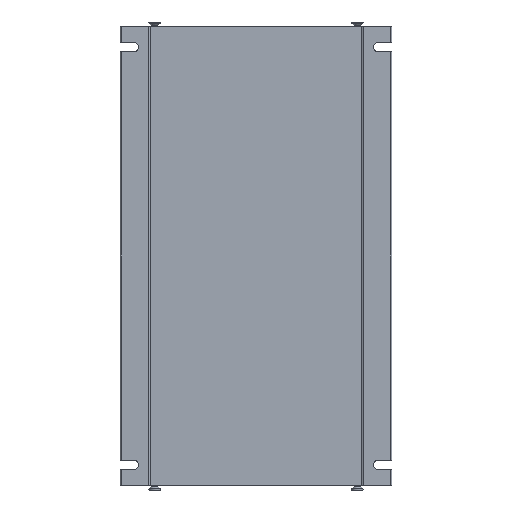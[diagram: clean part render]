
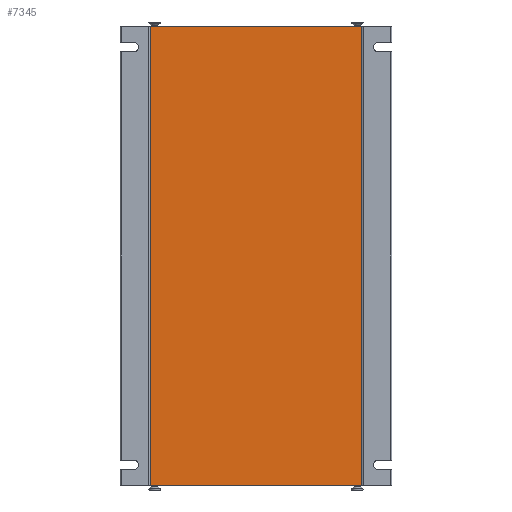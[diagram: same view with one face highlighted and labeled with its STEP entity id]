
A CAD part, front view. The second image highlights one B-rep face of the part: STEP entity #7345.
In plain terms, the highlighted planar face has unit normal (0, -1, 0).
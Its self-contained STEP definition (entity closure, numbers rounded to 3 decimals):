
#699=FACE_OUTER_BOUND('',#1075,.T.);
#1075=EDGE_LOOP('',(#5750,#5751,#5752,#5753));
#1468=LINE('',#10971,#2147);
#1541=LINE('',#11262,#2220);
#1672=LINE('',#11640,#2351);
#1674=LINE('',#11643,#2353);
#2147=VECTOR('',#8787,101.1);
#2220=VECTOR('',#9008,101.1);
#2351=VECTOR('',#9409,220.);
#2353=VECTOR('',#9413,220.);
#3234=VERTEX_POINT('',#10968);
#3235=VERTEX_POINT('',#10970);
#3378=VERTEX_POINT('',#11259);
#3379=VERTEX_POINT('',#11261);
#3996=EDGE_CURVE('',#3234,#3235,#1468,.T.);
#4142=EDGE_CURVE('',#3378,#3379,#1541,.T.);
#4332=EDGE_CURVE('',#3235,#3378,#1672,.T.);
#4334=EDGE_CURVE('',#3379,#3234,#1674,.T.);
#5750=ORIENTED_EDGE('',*,*,#4332,.F.);
#5751=ORIENTED_EDGE('',*,*,#3996,.F.);
#5752=ORIENTED_EDGE('',*,*,#4334,.F.);
#5753=ORIENTED_EDGE('',*,*,#4142,.F.);
#7123=PLANE('',#8024);
#7345=ADVANCED_FACE('',(#699),#7123,.F.);
#8024=AXIS2_PLACEMENT_3D('',#11642,#9411,#9412);
#8787=DIRECTION('',(-1.,0.,0.));
#9008=DIRECTION('',(1.,0.,0.));
#9409=DIRECTION('',(0.,0.,1.));
#9411=DIRECTION('center_axis',(0.,1.,0.));
#9412=DIRECTION('ref_axis',(0.,0.,1.));
#9413=DIRECTION('',(0.,0.,-1.));
#10968=CARTESIAN_POINT('',(50.55,-22.5,-110.));
#10970=CARTESIAN_POINT('',(-50.55,-22.5,-110.));
#10971=CARTESIAN_POINT('',(50.55,-22.5,-110.));
#11259=CARTESIAN_POINT('',(-50.55,-22.5,110.));
#11261=CARTESIAN_POINT('',(50.55,-22.5,110.));
#11262=CARTESIAN_POINT('',(-50.55,-22.5,110.));
#11640=CARTESIAN_POINT('',(-50.55,-22.5,-110.));
#11642=CARTESIAN_POINT('Origin',(-50.75,-22.5,5.));
#11643=CARTESIAN_POINT('',(50.55,-22.5,110.));
